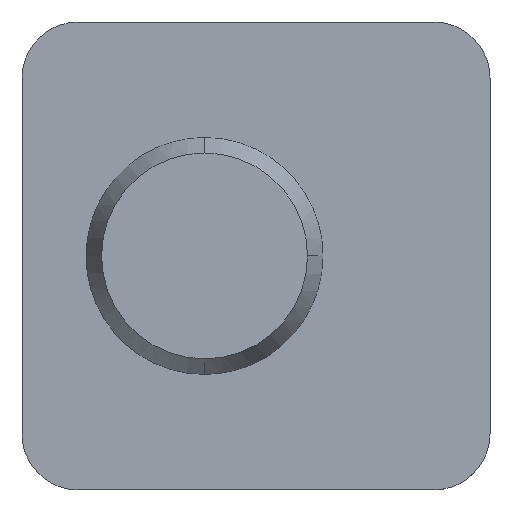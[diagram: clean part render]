
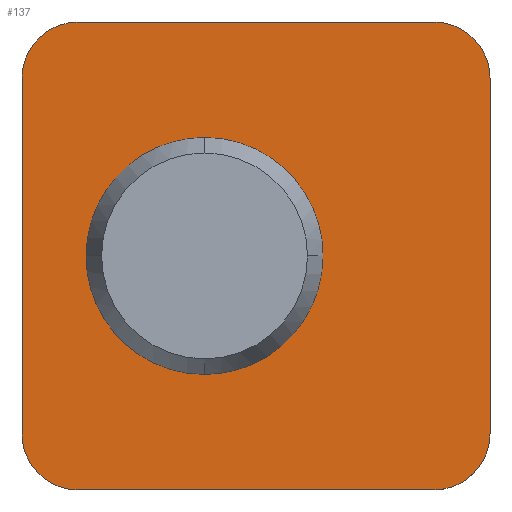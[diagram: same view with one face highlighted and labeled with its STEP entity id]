
A CAD part, top view. The second image highlights one B-rep face of the part: STEP entity #137.
In plain terms, the highlighted planar face has unit normal (0, 0, 1).
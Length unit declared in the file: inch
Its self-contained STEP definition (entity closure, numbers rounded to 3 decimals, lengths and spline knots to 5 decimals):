
#137=ADVANCED_FACE('',(#271,#272),#273,.T.);
#271=FACE_BOUND('',#442,.T.);
#272=FACE_OUTER_BOUND('',#443,.T.);
#273=PLANE('',#444);
#442=EDGE_LOOP('',(#782,#783,#784,#785));
#443=EDGE_LOOP('',(#786,#787,#788,#789,#790,#791,#792,#793));
#444=AXIS2_PLACEMENT_3D('',#794,#795,#796);
#782=ORIENTED_EDGE('',*,*,#877,.T.);
#783=ORIENTED_EDGE('',*,*,#968,.T.);
#784=ORIENTED_EDGE('',*,*,#904,.T.);
#785=ORIENTED_EDGE('',*,*,#836,.T.);
#786=ORIENTED_EDGE('',*,*,#950,.T.);
#787=ORIENTED_EDGE('',*,*,#961,.T.);
#788=ORIENTED_EDGE('',*,*,#943,.T.);
#789=ORIENTED_EDGE('',*,*,#932,.T.);
#790=ORIENTED_EDGE('',*,*,#914,.T.);
#791=ORIENTED_EDGE('',*,*,#882,.T.);
#792=ORIENTED_EDGE('',*,*,#897,.T.);
#793=ORIENTED_EDGE('',*,*,#969,.T.);
#794=CARTESIAN_POINT('',(0.67183,1.06243,0.075));
#795=DIRECTION('',(0.,0.,1.0));
#796=DIRECTION('',(1.0,-0.0,0.));
#836=EDGE_CURVE('',#993,#994,#995,.T.);
#877=EDGE_CURVE('',#994,#1062,#1063,.T.);
#882=EDGE_CURVE('',#1071,#1069,#1072,.T.);
#897=EDGE_CURVE('',#1069,#1092,#1094,.T.);
#904=EDGE_CURVE('',#1103,#993,#1104,.T.);
#914=EDGE_CURVE('',#1118,#1071,#1119,.T.);
#932=EDGE_CURVE('',#1144,#1118,#1145,.T.);
#943=EDGE_CURVE('',#1159,#1144,#1160,.T.);
#950=EDGE_CURVE('',#1170,#1168,#1171,.T.);
#961=EDGE_CURVE('',#1168,#1159,#1182,.T.);
#968=EDGE_CURVE('',#1062,#1103,#1189,.T.);
#969=EDGE_CURVE('',#1092,#1170,#1190,.T.);
#993=VERTEX_POINT('',#1222);
#994=VERTEX_POINT('',#1223);
#995=B_SPLINE_CURVE_WITH_KNOTS('',3,(#1224,#1225,#1226,#1227),.UNSPECIFIED.,.F.,.F.,(4,4),(-1.0,-0.0),.UNSPECIFIED.);
#1062=VERTEX_POINT('',#1312);
#1063=B_SPLINE_CURVE_WITH_KNOTS('',3,(#1313,#1314,#1315,#1316),.UNSPECIFIED.,.F.,.F.,(4,4),(-1.0,-0.0),.UNSPECIFIED.);
#1069=VERTEX_POINT('',#1326);
#1071=VERTEX_POINT('',#1329);
#1072=B_SPLINE_CURVE_WITH_KNOTS('',3,(#1330,#1331,#1332,#1333),.UNSPECIFIED.,.F.,.F.,(4,4),(0.0,1.0),.UNSPECIFIED.);
#1092=VERTEX_POINT('',#1363);
#1094=LINE('',#1366,#1367);
#1103=VERTEX_POINT('',#1379);
#1104=B_SPLINE_CURVE_WITH_KNOTS('',3,(#1380,#1381,#1382,#1383),.UNSPECIFIED.,.F.,.F.,(4,4),(-1.0,-0.0),.UNSPECIFIED.);
#1118=VERTEX_POINT('',#1404);
#1119=LINE('',#1405,#1406);
#1144=VERTEX_POINT('',#1443);
#1145=B_SPLINE_CURVE_WITH_KNOTS('',3,(#1444,#1445,#1446,#1447),.UNSPECIFIED.,.F.,.F.,(4,4),(0.0,1.0),.UNSPECIFIED.);
#1159=VERTEX_POINT('',#1468);
#1160=LINE('',#1469,#1470);
#1168=VERTEX_POINT('',#1480);
#1170=VERTEX_POINT('',#1483);
#1171=LINE('',#1484,#1485);
#1182=B_SPLINE_CURVE_WITH_KNOTS('',3,(#1504,#1505,#1506,#1507),.UNSPECIFIED.,.F.,.F.,(4,4),(0.0,1.0),.UNSPECIFIED.);
#1189=B_SPLINE_CURVE_WITH_KNOTS('',3,(#1516,#1517,#1518,#1519),.UNSPECIFIED.,.F.,.F.,(4,4),(-1.0,-0.0),.UNSPECIFIED.);
#1190=B_SPLINE_CURVE_WITH_KNOTS('',3,(#1520,#1521,#1522,#1523),.UNSPECIFIED.,.F.,.F.,(4,4),(0.0,1.0),.UNSPECIFIED.);
#1222=CARTESIAN_POINT('',(0.49651,0.65898,0.075));
#1223=CARTESIAN_POINT('',(0.09304,1.06244,0.075));
#1224=CARTESIAN_POINT('',(0.49651,0.65898,0.075));
#1225=CARTESIAN_POINT('',(0.27368,0.65898,0.075));
#1226=CARTESIAN_POINT('',(0.09304,0.83961,0.075));
#1227=CARTESIAN_POINT('',(0.09304,1.06244,0.075));
#1312=CARTESIAN_POINT('',(0.49651,1.46589,0.075));
#1313=CARTESIAN_POINT('',(0.09304,1.06244,0.075));
#1314=CARTESIAN_POINT('',(0.09304,1.28526,0.075));
#1315=CARTESIAN_POINT('',(0.27368,1.46589,0.075));
#1316=CARTESIAN_POINT('',(0.49651,1.46589,0.075));
#1326=CARTESIAN_POINT('',(1.2775,1.85925,0.075));
#1329=CARTESIAN_POINT('',(1.46876,1.66799,0.075));
#1330=CARTESIAN_POINT('',(1.46876,1.66799,0.075));
#1331=CARTESIAN_POINT('',(1.46876,1.77361,0.075));
#1332=CARTESIAN_POINT('',(1.38313,1.85925,0.075));
#1333=CARTESIAN_POINT('',(1.2775,1.85925,0.075));
#1363=CARTESIAN_POINT('',(0.06617,1.85925,0.075));
#1366=CARTESIAN_POINT('',(1.2775,1.85925,0.075));
#1367=VECTOR('',#1612,1.0);
#1379=CARTESIAN_POINT('',(0.89996,1.06244,0.075));
#1380=CARTESIAN_POINT('',(0.89996,1.06244,0.075));
#1381=CARTESIAN_POINT('',(0.89996,0.83961,0.075));
#1382=CARTESIAN_POINT('',(0.71933,0.65898,0.075));
#1383=CARTESIAN_POINT('',(0.49651,0.65898,0.075));
#1404=CARTESIAN_POINT('',(1.46876,0.45688,0.075));
#1405=CARTESIAN_POINT('',(1.46876,0.45688,0.075));
#1406=VECTOR('',#1623,1.0);
#1443=CARTESIAN_POINT('',(1.27751,0.26561,0.075));
#1444=CARTESIAN_POINT('',(1.27751,0.26561,0.075));
#1445=CARTESIAN_POINT('',(1.38314,0.26561,0.075));
#1446=CARTESIAN_POINT('',(1.46876,0.35125,0.075));
#1447=CARTESIAN_POINT('',(1.46876,0.45688,0.075));
#1468=CARTESIAN_POINT('',(0.06617,0.26561,0.075));
#1469=CARTESIAN_POINT('',(0.06617,0.26561,0.075));
#1470=VECTOR('',#1649,1.0);
#1480=CARTESIAN_POINT('',(-0.1251,0.45688,0.075));
#1483=CARTESIAN_POINT('',(-0.1251,1.66799,0.075));
#1484=CARTESIAN_POINT('',(-0.1251,1.66799,0.075));
#1485=VECTOR('',#1656,1.0);
#1504=CARTESIAN_POINT('',(-0.1251,0.45688,0.075));
#1505=CARTESIAN_POINT('',(-0.1251,0.35125,0.075));
#1506=CARTESIAN_POINT('',(-0.03946,0.26561,0.075));
#1507=CARTESIAN_POINT('',(0.06617,0.26561,0.075));
#1516=CARTESIAN_POINT('',(0.49651,1.46589,0.075));
#1517=CARTESIAN_POINT('',(0.71933,1.46589,0.075));
#1518=CARTESIAN_POINT('',(0.89996,1.28526,0.075));
#1519=CARTESIAN_POINT('',(0.89996,1.06244,0.075));
#1520=CARTESIAN_POINT('',(0.06617,1.85925,0.075));
#1521=CARTESIAN_POINT('',(-0.03946,1.85925,0.075));
#1522=CARTESIAN_POINT('',(-0.1251,1.77361,0.075));
#1523=CARTESIAN_POINT('',(-0.1251,1.66799,0.075));
#1612=DIRECTION('',(-1.0,0.0,0.0));
#1623=DIRECTION('',(0.0,1.0,0.0));
#1649=DIRECTION('',(1.0,0.0,0.0));
#1656=DIRECTION('',(0.0,-1.0,0.0));
